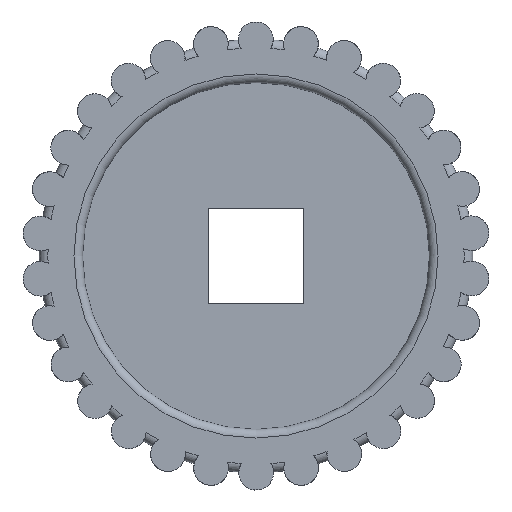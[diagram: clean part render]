
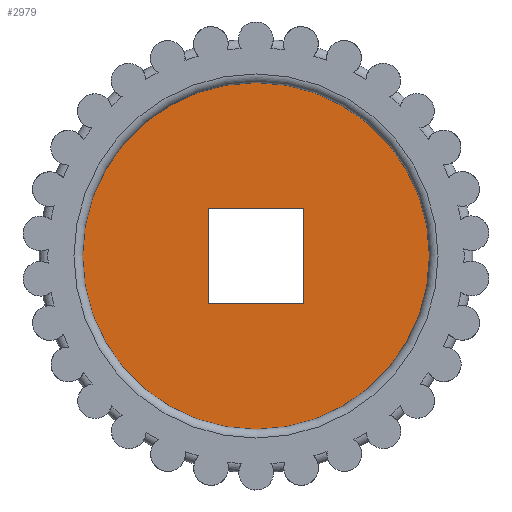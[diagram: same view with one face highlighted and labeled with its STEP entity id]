
A CAD part, front view. The second image highlights one B-rep face of the part: STEP entity #2979.
In plain terms, the highlighted planar face has unit normal (0, -1, 0).
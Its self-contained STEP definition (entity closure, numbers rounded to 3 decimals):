
#25=FACE_BOUND('',#727,.T.);
#403=CIRCLE('',#3253,10.);
#583=FACE_OUTER_BOUND('',#726,.T.);
#726=EDGE_LOOP('',(#2803));
#727=EDGE_LOOP('',(#2804,#2805,#2806,#2807));
#873=LINE('',#5645,#1026);
#876=LINE('',#5650,#1029);
#879=LINE('',#6415,#1032);
#880=LINE('',#6417,#1033);
#1026=VECTOR('',#4019,10.);
#1029=VECTOR('',#4024,10.);
#1032=VECTOR('',#4103,10.);
#1033=VECTOR('',#4106,10.);
#1364=VERTEX_POINT('',#5614);
#1373=VERTEX_POINT('',#5642);
#1374=VERTEX_POINT('',#5644);
#1375=VERTEX_POINT('',#5648);
#1379=VERTEX_POINT('',#6413);
#1770=EDGE_CURVE('',#1364,#1364,#403,.T.);
#1784=EDGE_CURVE('',#1374,#1373,#873,.T.);
#1787=EDGE_CURVE('',#1373,#1375,#876,.T.);
#1854=EDGE_CURVE('',#1375,#1379,#879,.T.);
#1855=EDGE_CURVE('',#1379,#1374,#880,.T.);
#2803=ORIENTED_EDGE('',*,*,#1770,.F.);
#2804=ORIENTED_EDGE('',*,*,#1784,.T.);
#2805=ORIENTED_EDGE('',*,*,#1787,.T.);
#2806=ORIENTED_EDGE('',*,*,#1854,.T.);
#2807=ORIENTED_EDGE('',*,*,#1855,.T.);
#2842=PLANE('',#3333);
#2979=ADVANCED_FACE('',(#583,#25),#2842,.T.);
#3253=AXIS2_PLACEMENT_3D('',#5616,#3990,#3991);
#3333=AXIS2_PLACEMENT_3D('',#6448,#4167,#4168);
#3990=DIRECTION('center_axis',(0.,1.,0.));
#3991=DIRECTION('ref_axis',(1.,0.,0.));
#4019=DIRECTION('',(0.,0.,-1.));
#4024=DIRECTION('',(-1.,0.,0.));
#4103=DIRECTION('',(0.,0.,1.));
#4106=DIRECTION('',(1.,0.,0.));
#4167=DIRECTION('center_axis',(0.,-1.,0.));
#4168=DIRECTION('ref_axis',(1.,0.,0.));
#5614=CARTESIAN_POINT('',(-10.,3.,0.));
#5616=CARTESIAN_POINT('Origin',(0.,3.,0.));
#5642=CARTESIAN_POINT('',(2.75,3.,-2.75));
#5644=CARTESIAN_POINT('',(2.75,3.,2.75));
#5645=CARTESIAN_POINT('',(2.75,3.,-1.375));
#5648=CARTESIAN_POINT('',(-2.75,3.,-2.75));
#5650=CARTESIAN_POINT('',(-1.375,3.,-2.75));
#6413=CARTESIAN_POINT('',(-2.75,3.,2.75));
#6415=CARTESIAN_POINT('',(-2.75,3.,1.375));
#6417=CARTESIAN_POINT('',(1.375,3.,2.75));
#6448=CARTESIAN_POINT('Origin',(0.,3.,0.));
